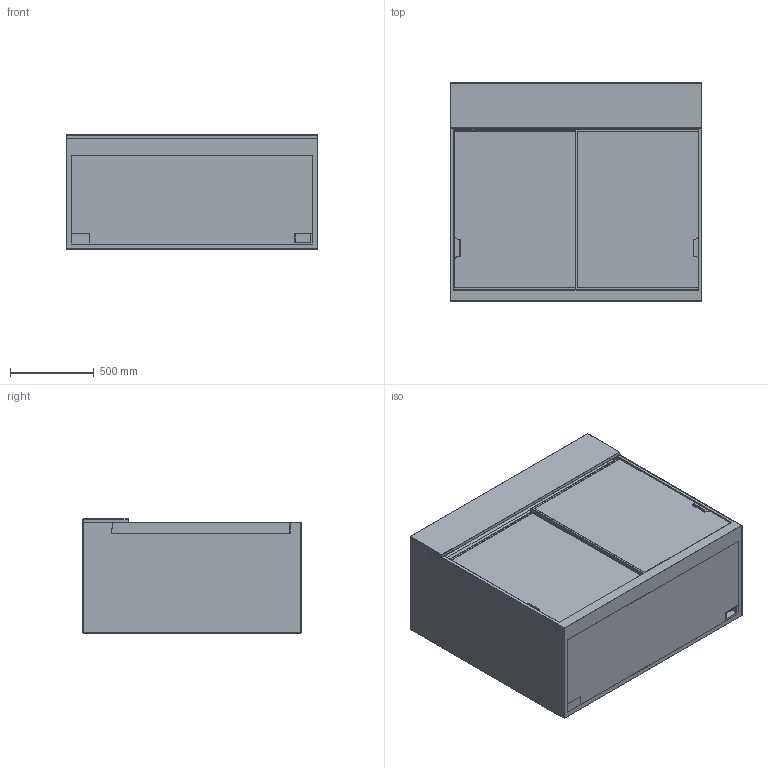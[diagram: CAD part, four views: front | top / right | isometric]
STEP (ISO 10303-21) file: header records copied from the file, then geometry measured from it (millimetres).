
FILE_DESCRIPTION (( 'STEP AP214' ), '1' );
FILE_NAME ('FKV-S-150-Z.step', '2024-11-06T13:33:03', ( '' ), ( '' ), 'SwSTEP 2.0', 'SolidWorks 2023', '' );
FILE_SCHEMA (( 'AUTOMOTIVE_DESIGN' ));
Length unit declared in the file: millimetre
Products named in the file (6): 19-10-41790_Schale-1500-660; 19-10-41790_Schale-718-660; 19-10-41780_S-FKV-Z-FKV-150 Korpus-Schale; 19-10-41775_S-FKV-BR-TUER-1500-1300-R; FKV-S-150-Z; 19-10-41775_S-FKV-BR-TUER-1500-1300-L
Assembly tree (5 placements, depth 2):
  FKV-S-150-Z
    19-10-41780_S-FKV-Z-FKV-150 Korpus-Schale
    19-10-41775_S-FKV-BR-TUER-1500-1300-L
    19-10-41775_S-FKV-BR-TUER-1500-1300-R
    19-10-41790_Schale-718-660
    19-10-41790_Schale-1500-660
Bounding box: 1500 x 1300 x 680 mm (x, y, z)
Volume: 292334433.6 mm3; surface area: 18677939.1 mm2
Topology: 13 solids, 13 shells, 371 faces, 911 edges, 540 vertices
Faces by surface type: plane 231, cylinder 100, sphere 36, bspline 2, torus 2
Entity records: 10749 total; most frequent: CARTESIAN_POINT 1920, DIRECTION 1777, ORIENTED_EDGE 1750, EDGE_CURVE 875, LINE 681, VECTOR 681, AXIS2_PLACEMENT_3D 548, VERTEX_POINT 539
